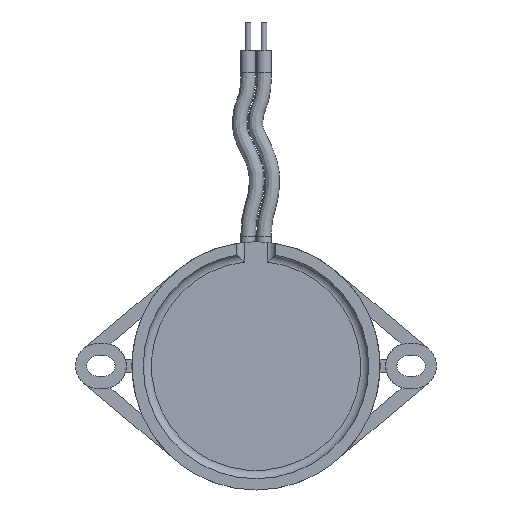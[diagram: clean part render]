
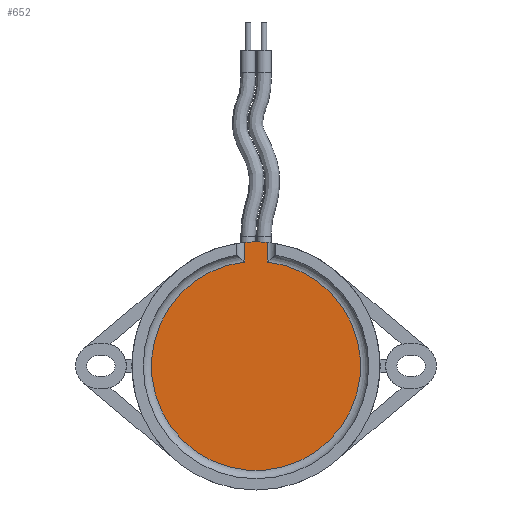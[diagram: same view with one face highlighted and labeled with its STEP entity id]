
A CAD part, front view. The second image highlights one B-rep face of the part: STEP entity #652.
In plain terms, the highlighted planar face has unit normal (0, -1, 0).
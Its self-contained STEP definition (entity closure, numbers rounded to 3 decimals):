
#23 = CARTESIAN_POINT ( 'NONE',  ( -1.02, 0.58, 9.213 ) ) ;
#32 = CARTESIAN_POINT ( 'NONE',  ( -1.02, 0.58, 9.846 ) ) ;
#47 = EDGE_CURVE ( 'NONE', #452, #191, #507, .T. ) ;
#94 = LINE ( 'NONE', #32, #2360 ) ;
#178 = DIRECTION ( 'NONE',  ( 0., -1., 0. ) ) ;
#188 = DIRECTION ( 'NONE',  ( 0., -1., 0. ) ) ;
#191 = VERTEX_POINT ( 'NONE', #1037 ) ;
#436 = EDGE_CURVE ( 'NONE', #2467, #452, #2215, .T. ) ;
#452 = VERTEX_POINT ( 'NONE', #3017 ) ;
#507 = CIRCLE ( 'NONE', #2200, 11. ) ;
#518 = AXIS2_PLACEMENT_3D ( 'NONE', #2612, #1186, #2861 ) ;
#541 = ORIENTED_EDGE ( 'NONE', *, *, #2217, .T. ) ;
#652 = ADVANCED_FACE ( 'NONE', ( #1998 ), #713, .T. ) ;
#696 = LINE ( 'NONE', #2635, #1947 ) ;
#713 = PLANE ( 'NONE',  #940 ) ;
#839 = AXIS2_PLACEMENT_3D ( 'NONE', #1561, #178, #1798 ) ;
#907 = CARTESIAN_POINT ( 'NONE',  ( 0., 0.58, 0. ) ) ;
#924 = CARTESIAN_POINT ( 'NONE',  ( 1.02, 0.58, 9.213 ) ) ;
#940 = AXIS2_PLACEMENT_3D ( 'NONE', #907, #2549, #1124 ) ;
#1037 = CARTESIAN_POINT ( 'NONE',  ( -1.02, 0.58, 10.953 ) ) ;
#1124 = DIRECTION ( 'NONE',  ( 0., 0., -1. ) ) ;
#1129 = ORIENTED_EDGE ( 'NONE', *, *, #436, .T. ) ;
#1186 = DIRECTION ( 'NONE',  ( 0., -1., 0. ) ) ;
#1204 = DIRECTION ( 'NONE',  ( 0., 0., 1. ) ) ;
#1248 = CIRCLE ( 'NONE', #518, 9.27 ) ;
#1336 = EDGE_CURVE ( 'NONE', #2029, #2467, #696, .T. ) ;
#1501 = ORIENTED_EDGE ( 'NONE', *, *, #47, .T. ) ;
#1561 = CARTESIAN_POINT ( 'NONE',  ( 0., 0.58, 0. ) ) ;
#1567 = CARTESIAN_POINT ( 'NONE',  ( 0., 0.58, 0. ) ) ;
#1746 = EDGE_LOOP ( 'NONE', ( #1129, #1501, #541, #2226, #2904 ) ) ;
#1798 = DIRECTION ( 'NONE',  ( 0., 0., -1. ) ) ;
#1803 = DIRECTION ( 'NONE',  ( 0., 0., -1. ) ) ;
#1947 = VECTOR ( 'NONE', #1204, 1000. ) ;
#1998 = FACE_OUTER_BOUND ( 'NONE', #1746, .T. ) ;
#2029 = VERTEX_POINT ( 'NONE', #924 ) ;
#2152 = EDGE_CURVE ( 'NONE', #2192, #2029, #1248, .T. ) ;
#2192 = VERTEX_POINT ( 'NONE', #23 ) ;
#2200 = AXIS2_PLACEMENT_3D ( 'NONE', #1567, #188, #1803 ) ;
#2215 = CIRCLE ( 'NONE', #839, 11. ) ;
#2217 = EDGE_CURVE ( 'NONE', #191, #2192, #94, .T. ) ;
#2226 = ORIENTED_EDGE ( 'NONE', *, *, #2152, .T. ) ;
#2360 = VECTOR ( 'NONE', #2371, 1000. ) ;
#2371 = DIRECTION ( 'NONE',  ( 0., 0., -1. ) ) ;
#2461 = CARTESIAN_POINT ( 'NONE',  ( 1.02, 0.58, 10.953 ) ) ;
#2467 = VERTEX_POINT ( 'NONE', #2461 ) ;
#2549 = DIRECTION ( 'NONE',  ( 0., -1., 0. ) ) ;
#2612 = CARTESIAN_POINT ( 'NONE',  ( 0., 0.58, 0. ) ) ;
#2635 = CARTESIAN_POINT ( 'NONE',  ( 1.02, 0.58, 10.86 ) ) ;
#2861 = DIRECTION ( 'NONE',  ( 0., 0., -1. ) ) ;
#2904 = ORIENTED_EDGE ( 'NONE', *, *, #1336, .T. ) ;
#3017 = CARTESIAN_POINT ( 'NONE',  ( 0., 0.58, 11. ) ) ;
